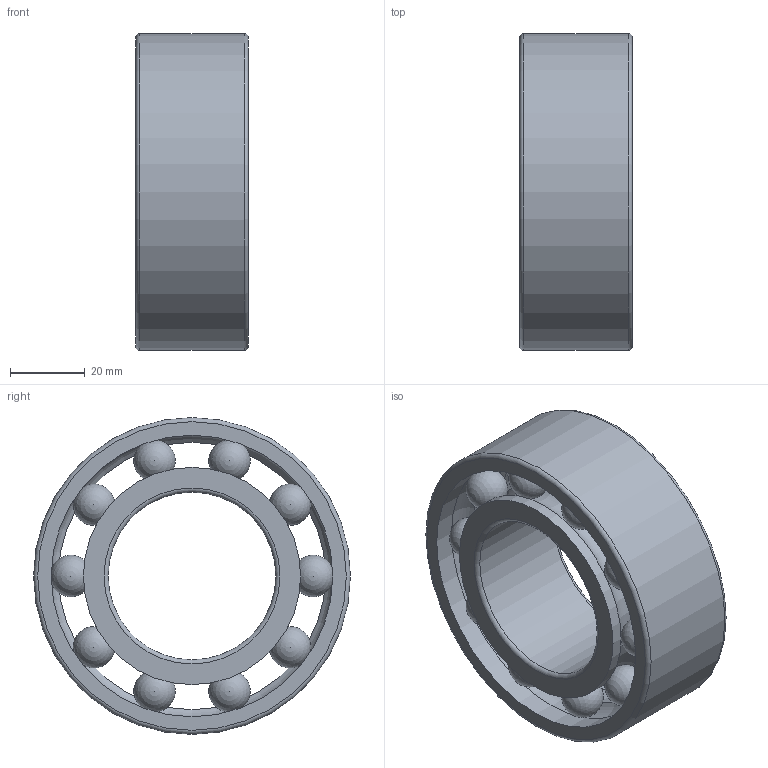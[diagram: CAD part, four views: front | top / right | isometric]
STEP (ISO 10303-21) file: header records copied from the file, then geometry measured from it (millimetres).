
FILE_DESCRIPTION(/* description */ ('STEP AP214'),/* implementation_level */ '2;1');
FILE_NAME(/* name */ '5209S',/* time_stamp */ '2025-09-23T20:40:17+02:00',/* author */ ('License CC BY-ND 4.0'),/* organization */ ('CADENAS'),/* preprocessor_version */ 'ST-DEVELOPER v19.3',/* originating_system */ 'PARTsolutions',/* authorisation */ ' ');
FILE_SCHEMA (('AUTOMOTIVE_DESIGN {1 0 10303 214 3 1 1}'));
Length unit declared in the file: millimetre
Products named in the file (4): 5209S; 5209S Inner ring; 5209S Outer ring; 5209S Ball
Assembly tree (22 placements, depth 2):
  5209S
    5209S Inner ring
    5209S Outer ring
    5209S Ball  x20
Bounding box: 30.2 x 85 x 85 mm (x, y, z)
Volume: 81347.2 mm3; surface area: 37662.5 mm2
Topology: 22 solids, 22 shells, 40 faces, 96 edges, 60 vertices
Faces by surface type: sphere 20, torus 8, cylinder 8, plane 4
Full cylindrical faces by diameter (mm): 45 x1, 58.28 x3, 71.72 x1, 75.512 x2, 85 x1
Entity records: 679 total; most frequent: DIRECTION 128, CARTESIAN_POINT 85, AXIS2_PLACEMENT_3D 64, FACE_BOUND 41, ORIENTED_EDGE 40, EDGE_LOOP 40, PRODUCT_DEFINITION_SHAPE 26, CONTEXT_DEPENDENT_SHAPE_REPRESENTATION 22
